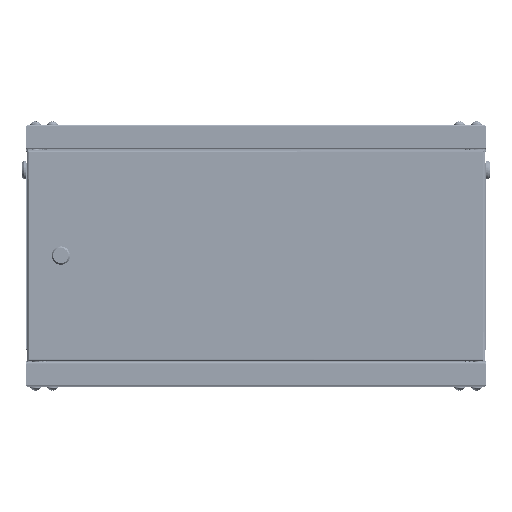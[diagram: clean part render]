
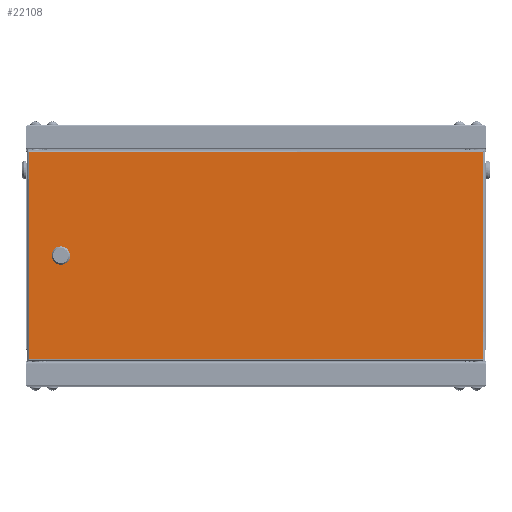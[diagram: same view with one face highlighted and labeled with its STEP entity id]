
A CAD part, top view. The second image highlights one B-rep face of the part: STEP entity #22108.
In plain terms, the highlighted planar face has unit normal (0, 0, 1).
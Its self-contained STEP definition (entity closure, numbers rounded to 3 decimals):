
#1886 = ORIENTED_EDGE ( 'NONE', *, *, #48346, .T. ) ;
#2456 = EDGE_CURVE ( 'NONE', #75423, #71605, #50689, .T. ) ;
#2788 = DIRECTION ( 'NONE',  ( 0., 1., 0. ) ) ;
#3088 = CARTESIAN_POINT ( 'NONE',  ( -263.25, 4.71, 0. ) ) ;
#5569 = CARTESIAN_POINT ( 'NONE',  ( -246.75, -4.71, 0. ) ) ;
#5997 = CARTESIAN_POINT ( 'NONE',  ( -296., 135.5, 0. ) ) ;
#6187 = VERTEX_POINT ( 'NONE', #5997 ) ;
#7367 = DIRECTION ( 'NONE',  ( 0., 0., 1. ) ) ;
#10716 = EDGE_CURVE ( 'NONE', #72618, #76224, #27957, .T. ) ;
#12631 = ORIENTED_EDGE ( 'NONE', *, *, #10716, .F. ) ;
#13540 = CARTESIAN_POINT ( 'NONE',  ( -296.929, -135.5, 0. ) ) ;
#14676 = CARTESIAN_POINT ( 'NONE',  ( -246.75, 4.71, 0. ) ) ;
#19046 = EDGE_CURVE ( 'NONE', #71605, #75413, #76732, .T. ) ;
#20103 = DIRECTION ( 'NONE',  ( 1., 0., 0. ) ) ;
#20417 = EDGE_LOOP ( 'NONE', ( #40478, #51225, #44333, #1886 ) ) ;
#21807 = LINE ( 'NONE', #57810, #50556 ) ;
#22108 = ADVANCED_FACE ( 'NONE', ( #29106, #41355 ), #47882, .F. ) ;
#22347 = CARTESIAN_POINT ( 'NONE',  ( -296., 136.429, 0. ) ) ;
#25027 = CARTESIAN_POINT ( 'NONE',  ( -296., -135.5, 0. ) ) ;
#25837 = AXIS2_PLACEMENT_3D ( 'NONE', #69134, #32741, #20103 ) ;
#26063 = EDGE_LOOP ( 'NONE', ( #12631, #46481, #64648, #42291 ) ) ;
#27957 = LINE ( 'NONE', #76192, #68172 ) ;
#29106 = FACE_BOUND ( 'NONE', #26063, .T. ) ;
#30296 = CARTESIAN_POINT ( 'NONE',  ( 296., -135.5, 0. ) ) ;
#31870 = CARTESIAN_POINT ( 'NONE',  ( -255., 0., 0. ) ) ;
#32741 = DIRECTION ( 'NONE',  ( 0., 0., 1. ) ) ;
#33281 = DIRECTION ( 'NONE',  ( 0., -1., 0. ) ) ;
#34640 = CARTESIAN_POINT ( 'NONE',  ( 296., -136.429, 0. ) ) ;
#34691 = CARTESIAN_POINT ( 'NONE',  ( -246.75, 4.71, 0. ) ) ;
#35022 = DIRECTION ( 'NONE',  ( 0., -1., 0. ) ) ;
#38806 = DIRECTION ( 'NONE',  ( 1., 0., 0. ) ) ;
#39142 = CIRCLE ( 'NONE', #54763, 9.5 ) ;
#40441 = EDGE_CURVE ( 'NONE', #57232, #72618, #39142, .T. ) ;
#40478 = ORIENTED_EDGE ( 'NONE', *, *, #2456, .T. ) ;
#41355 = FACE_OUTER_BOUND ( 'NONE', #20417, .T. ) ;
#42291 = ORIENTED_EDGE ( 'NONE', *, *, #74379, .F. ) ;
#43935 = CARTESIAN_POINT ( 'NONE',  ( -263.25, -4.71, 0. ) ) ;
#44333 = ORIENTED_EDGE ( 'NONE', *, *, #69110, .T. ) ;
#44978 = VECTOR ( 'NONE', #35022, 1000. ) ;
#46481 = ORIENTED_EDGE ( 'NONE', *, *, #40441, .F. ) ;
#47882 = PLANE ( 'NONE',  #51280 ) ;
#48101 = VECTOR ( 'NONE', #2788, 1000. ) ;
#48346 = EDGE_CURVE ( 'NONE', #6187, #75423, #66865, .T. ) ;
#49135 = CARTESIAN_POINT ( 'NONE',  ( 296., 135.5, 0. ) ) ;
#50279 = DIRECTION ( 'NONE',  ( 1., 0., 0. ) ) ;
#50556 = VECTOR ( 'NONE', #63546, 1000. ) ;
#50689 = LINE ( 'NONE', #13540, #73114 ) ;
#51225 = ORIENTED_EDGE ( 'NONE', *, *, #19046, .T. ) ;
#51280 = AXIS2_PLACEMENT_3D ( 'NONE', #72802, #58936, #78514 ) ;
#54639 = VERTEX_POINT ( 'NONE', #5569 ) ;
#54763 = AXIS2_PLACEMENT_3D ( 'NONE', #31870, #7367, #38806 ) ;
#57232 = VERTEX_POINT ( 'NONE', #14676 ) ;
#57810 = CARTESIAN_POINT ( 'NONE',  ( 296.929, 135.5, 0. ) ) ;
#58936 = DIRECTION ( 'NONE',  ( 0., 0., -1. ) ) ;
#62112 = EDGE_CURVE ( 'NONE', #54639, #57232, #72279, .T. ) ;
#62760 = VECTOR ( 'NONE', #73070, 1000. ) ;
#63546 = DIRECTION ( 'NONE',  ( -1., 0., 0. ) ) ;
#64648 = ORIENTED_EDGE ( 'NONE', *, *, #62112, .F. ) ;
#66230 = CIRCLE ( 'NONE', #25837, 9.5 ) ;
#66865 = LINE ( 'NONE', #22347, #44978 ) ;
#68172 = VECTOR ( 'NONE', #33281, 1000. ) ;
#69110 = EDGE_CURVE ( 'NONE', #75413, #6187, #21807, .T. ) ;
#69134 = CARTESIAN_POINT ( 'NONE',  ( -255., 0., 0. ) ) ;
#71605 = VERTEX_POINT ( 'NONE', #30296 ) ;
#72279 = LINE ( 'NONE', #34691, #62760 ) ;
#72618 = VERTEX_POINT ( 'NONE', #3088 ) ;
#72802 = CARTESIAN_POINT ( 'NONE',  ( 0., 0., 0. ) ) ;
#73070 = DIRECTION ( 'NONE',  ( 0., 1., 0. ) ) ;
#73114 = VECTOR ( 'NONE', #50279, 1000. ) ;
#74379 = EDGE_CURVE ( 'NONE', #76224, #54639, #66230, .T. ) ;
#75413 = VERTEX_POINT ( 'NONE', #49135 ) ;
#75423 = VERTEX_POINT ( 'NONE', #25027 ) ;
#76192 = CARTESIAN_POINT ( 'NONE',  ( -263.25, 4.71, 0. ) ) ;
#76224 = VERTEX_POINT ( 'NONE', #43935 ) ;
#76732 = LINE ( 'NONE', #34640, #48101 ) ;
#78514 = DIRECTION ( 'NONE',  ( -1., 0., 0. ) ) ;
